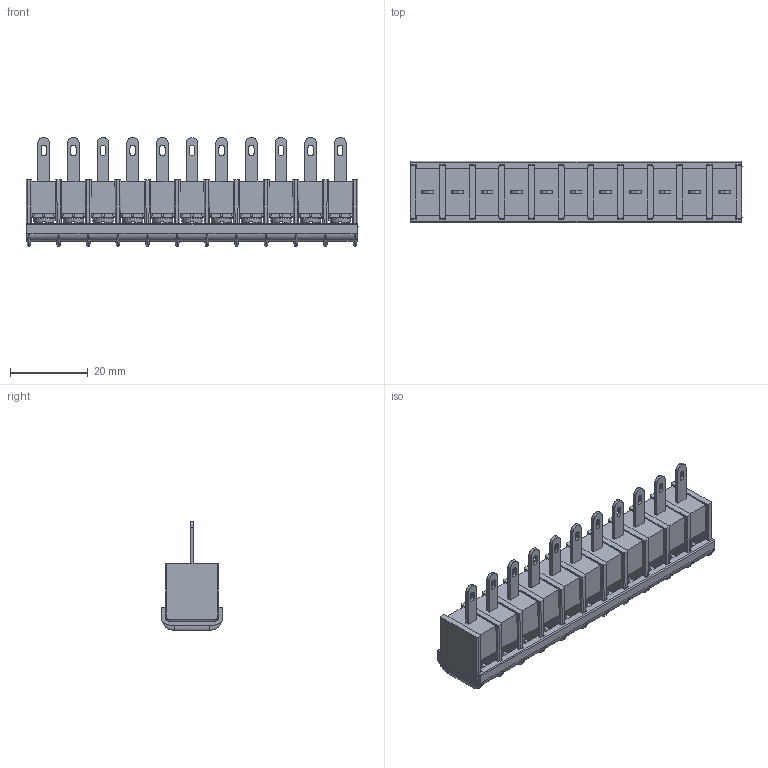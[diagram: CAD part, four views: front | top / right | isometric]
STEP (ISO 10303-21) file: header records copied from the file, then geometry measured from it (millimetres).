
FILE_DESCRIPTION( ('This file contains a STEP AP42 implementation' ,'as created by ZW3D STEP Interface translator.') ,'2;1' );
FILE_NAME( 'BH762-11PSNBNW01.stp' ,'231122.154844', (''), ('ZWCAD Software Co.'), 'Version 1.0', 'ZW3D to STEP translator', '' );
FILE_SCHEMA(('AUTOMOTIVE_DESIGN { 1 0 10303 214 1 1 1 1 }'));
Length unit declared in the file: millimetre
Products named in the file (9): 0; BH762-11PSNBNW01; _____MB030-2SXX01-SCROW_________9; _____MB030___________ASM_9; ____5_9; ____2_9; ____3_9; ____1_9; ____4_9
Assembly tree (27 placements, depth 3):
  0
  BH762-11PSNBNW01
    _____MB030-2SXX01-SCROW_________9  x11
    _____MB030___________ASM_9  x11
      ____5_9
      ____2_9
      ____3_9
      ____1_9
      ____4_9
Bounding box: 85.32 x 15.8 x 28 mm (x, y, z)
Volume: 13290.6 mm3; surface area: 13451.2 mm2
Topology: 67 solids, 67 shells, 1774 faces, 4794 edges, 3118 vertices
Faces by surface type: plane 831, cylinder 441, bspline 296, cone 132, torus 74
Full cylindrical faces by diameter (mm): 6.2 x11
Entity records: 42078 total; most frequent: CARTESIAN_POINT 14098, ORIENTED_EDGE 6148, DIRECTION 4876, EDGE_CURVE 3074, VERTEX_POINT 1978, VECTOR 1680, LINE 1680, AXIS2_PLACEMENT_3D 1598
